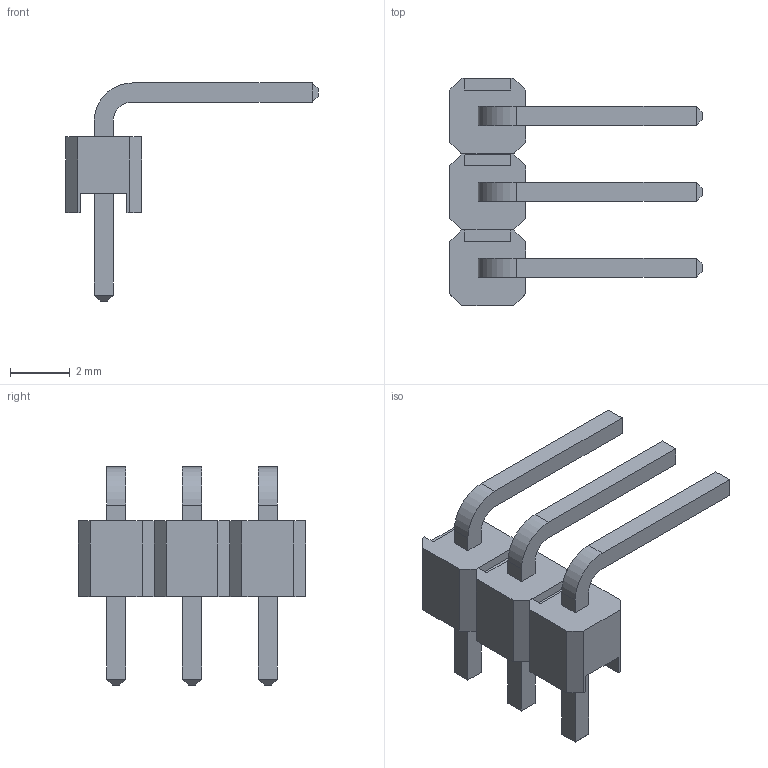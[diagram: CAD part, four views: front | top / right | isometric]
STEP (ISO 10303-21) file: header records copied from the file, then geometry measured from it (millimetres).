
FILE_DESCRIPTION(('FreeCAD Model'),'2;1');
FILE_NAME('3Pin.step','2021-01-26T11:42:31',( 'Author'),(''),'Open CASCADE STEP processor 7.3','FreeCAD','Unknown' );
FILE_SCHEMA(('AUTOMOTIVE_DESIGN { 1 0 10303 214 1 1 1 1 }'));
Length unit declared in the file: millimetre
Products named in the file (3): Fusion002; Fusion001; Fusion
Bounding box: 8.45 x 7.62 x 7.3 mm (x, y, z)
Volume: 53 mm3; surface area: 200.4 mm2
Topology: 3 solids, 3 shells, 120 faces, 300 edges, 192 vertices
Faces by surface type: plane 114, cylinder 6
Entity records: 8195 total; most frequent: CARTESIAN_POINT 1273, DIRECTION 1094, LINE 816, VECTOR 816, ORIENTED_EDGE 600, PCURVE 600, DEFINITIONAL_REPRESENTATION 600, EDGE_CURVE 300
